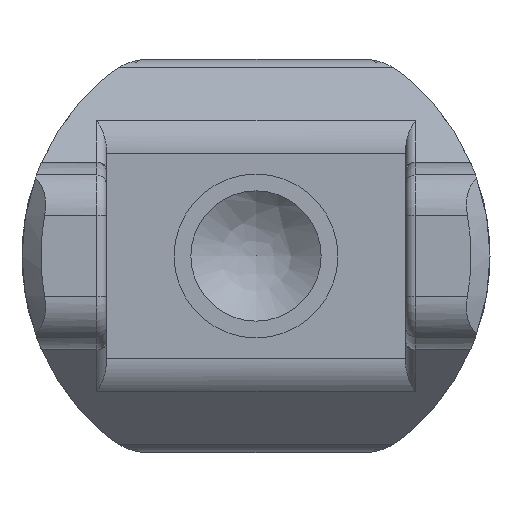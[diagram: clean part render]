
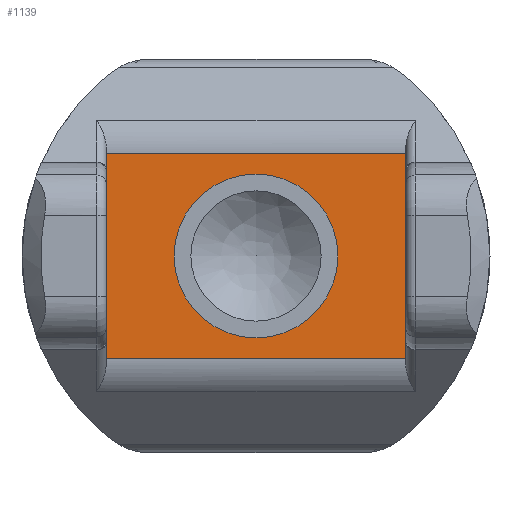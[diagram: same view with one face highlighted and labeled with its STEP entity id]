
A CAD part, front view. The second image highlights one B-rep face of the part: STEP entity #1139.
In plain terms, the highlighted planar face has unit normal (0, -1, 0).
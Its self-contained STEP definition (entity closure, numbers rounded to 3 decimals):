
#27=FACE_BOUND('',#363,.T.);
#41=PLANE('',#1296);
#109=LINE('',#1889,#173);
#111=LINE('',#1916,#175);
#138=LINE('',#2131,#202);
#139=LINE('',#2133,#203);
#173=VECTOR('',#1436,10.);
#175=VECTOR('',#1450,10.);
#202=VECTOR('',#1609,10.);
#203=VECTOR('',#1612,10.);
#289=FACE_OUTER_BOUND('',#362,.T.);
#362=EDGE_LOOP('',(#993,#994,#995,#996));
#363=EDGE_LOOP('',(#997));
#453=CIRCLE('',#1297,8.75);
#513=VERTEX_POINT('',#1886);
#514=VERTEX_POINT('',#1888);
#517=VERTEX_POINT('',#1913);
#518=VERTEX_POINT('',#1915);
#561=VERTEX_POINT('',#2134);
#635=EDGE_CURVE('',#513,#514,#109,.T.);
#642=EDGE_CURVE('',#517,#518,#111,.T.);
#718=EDGE_CURVE('',#518,#513,#138,.T.);
#719=EDGE_CURVE('',#514,#517,#139,.T.);
#720=EDGE_CURVE('',#561,#561,#453,.T.);
#993=ORIENTED_EDGE('',*,*,#718,.F.);
#994=ORIENTED_EDGE('',*,*,#642,.F.);
#995=ORIENTED_EDGE('',*,*,#719,.F.);
#996=ORIENTED_EDGE('',*,*,#635,.F.);
#997=ORIENTED_EDGE('',*,*,#720,.F.);
#1139=ADVANCED_FACE('',(#289,#27),#41,.F.);
#1296=AXIS2_PLACEMENT_3D('',#2132,#1610,#1611);
#1297=AXIS2_PLACEMENT_3D('',#2135,#1613,#1614);
#1436=DIRECTION('',(0.,0.,1.));
#1450=DIRECTION('',(0.,0.,-1.));
#1609=DIRECTION('',(-1.,0.,0.));
#1610=DIRECTION('center_axis',(0.,1.,0.));
#1611=DIRECTION('ref_axis',(0.,0.,1.));
#1612=DIRECTION('',(1.,0.,0.));
#1613=DIRECTION('center_axis',(0.,-1.,0.));
#1614=DIRECTION('ref_axis',(-1.,0.,0.));
#1886=CARTESIAN_POINT('',(-16.003,-102.5,-10.929));
#1888=CARTESIAN_POINT('',(-16.003,-102.5,10.929));
#1889=CARTESIAN_POINT('',(-16.003,-102.5,27.159));
#1913=CARTESIAN_POINT('',(16.003,-102.5,10.929));
#1915=CARTESIAN_POINT('',(16.003,-102.5,-10.929));
#1916=CARTESIAN_POINT('',(16.003,-102.5,-27.159));
#2131=CARTESIAN_POINT('',(0.,-102.5,-10.929));
#2132=CARTESIAN_POINT('Origin',(0.,-102.5,0.));
#2133=CARTESIAN_POINT('',(0.,-102.5,10.929));
#2134=CARTESIAN_POINT('',(8.75,-102.5,0.));
#2135=CARTESIAN_POINT('Origin',(0.,-102.5,0.));
